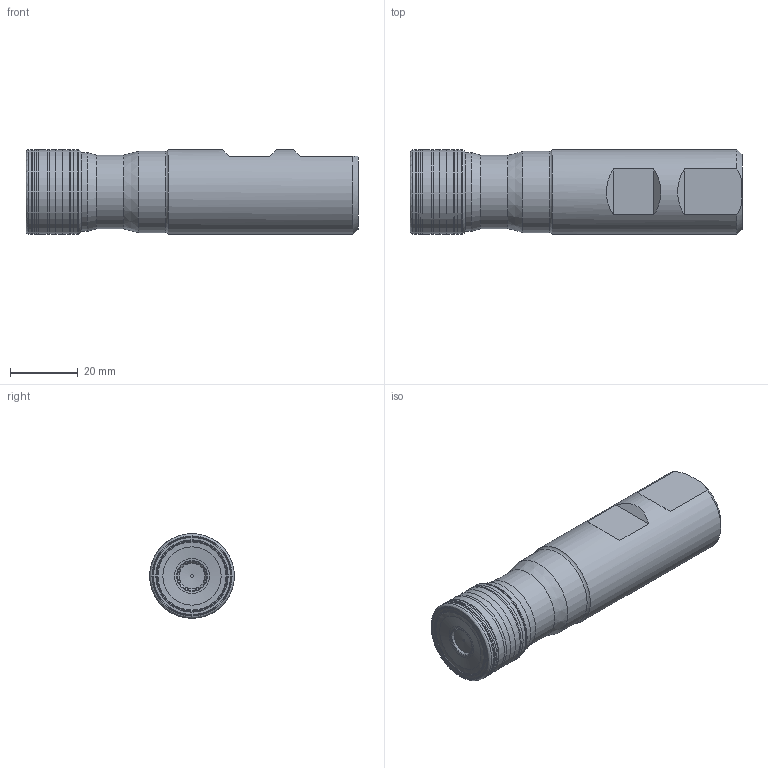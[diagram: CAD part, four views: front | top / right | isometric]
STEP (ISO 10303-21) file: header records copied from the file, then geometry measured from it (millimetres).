
FILE_DESCRIPTION(/* description */ (''),/* implementation_level */ '2;1');
FILE_NAME(/* name */ '25A2R042B25_SAP16D_C_SIM.stp',/* time_stamp */ '2020-01-13T09:45:25+01:00',/* author */ (''),/* organization */ (''),/* preprocessor_version */ 'ST-DEVELOPER v16.7',/* originating_system */ 'SIEMENS PLM Software NX 12.0',/* authorisation */ '');
FILE_SCHEMA (('AUTOMOTIVE_DESIGN { 1 0 10303 214 3 1 1 1 }'));
Length unit declared in the file: millimetre
Products named in the file (1): wq70379CAA9F16wj
Bounding box: 98.01 x 25 x 25 mm (x, y, z)
Volume: 48002 mm3; surface area: 12174.9 mm2
Topology: 2 solids, 2 shells, 82 faces, 167 edges, 89 vertices
Faces by surface type: revolution 61, plane 8, cone 6, cylinder 5, torus 2
Full cylindrical faces by diameter (mm): 8 x1, 21.7 x1, 23.2 x1, 24 x1, 25 x1
Entity records: 2162 total; most frequent: CARTESIAN_POINT 692, DIRECTION 271, ORIENTED_EDGE 178, EDGE_LOOP 157, FACE_BOUND 151, AXIS2_PLACEMENT_3D 101, EDGE_CURVE 89, VERTEX_POINT 85
